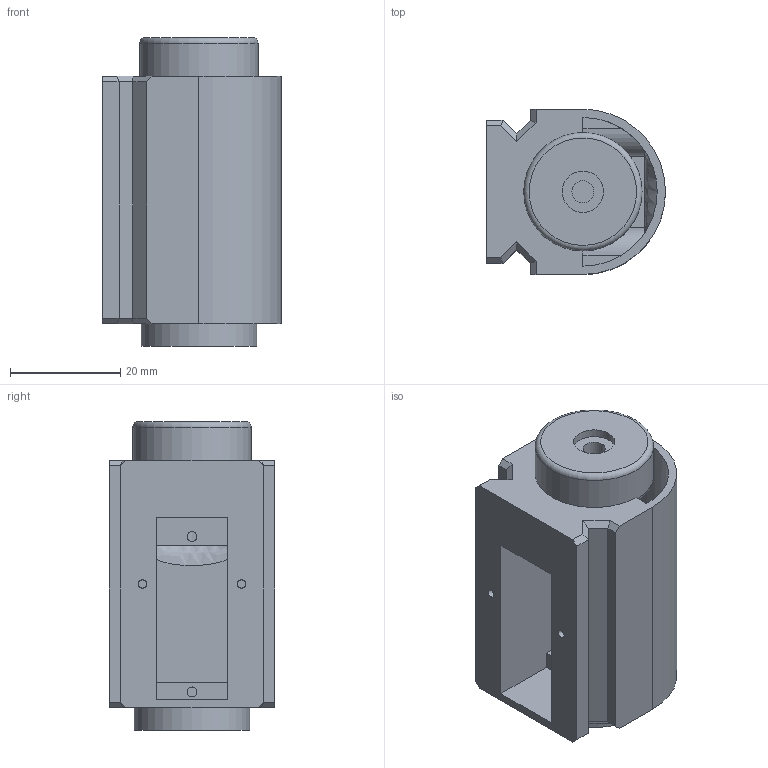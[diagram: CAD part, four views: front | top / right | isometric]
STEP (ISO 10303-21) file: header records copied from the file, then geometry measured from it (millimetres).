
FILE_DESCRIPTION(/* description */ (''),/* implementation_level */ '2;1');
FILE_NAME(/* name */ 'G1.step',/* time_stamp */ '2026-01-31T19:15:31+01:00',/* author */ (''),/* organization */ (''),/* preprocessor_version */ 'ST-DEVELOPER v20.1',/* originating_system */ 'Autodesk Translation Framework v14.21.0.0',/* authorisation */ '');
FILE_SCHEMA (('AUTOMOTIVE_DESIGN { 1 0 10303 214 3 1 1 }'));
Length unit declared in the file: millimetre
Products named in the file (1): G1
Bounding box: 32.5 x 30 x 56.1 mm (x, y, z)
Volume: 26276.5 mm3; surface area: 11413.2 mm2
Topology: 1 solids, 1 shells, 72 faces, 175 edges, 114 vertices
Faces by surface type: plane 54, cylinder 15, torus 2, bspline 1
Full cylindrical faces by diameter (mm): 1 x2, 1.5 x2, 1.8 x2, 4 x2, 7.5 x1, 21 x1, 21.5 x1
Entity records: 2286 total; most frequent: CARTESIAN_POINT 533, ORIENTED_EDGE 350, DIRECTION 350, EDGE_CURVE 175, LINE 126, VECTOR 126, VERTEX_POINT 114, AXIS2_PLACEMENT_3D 112
